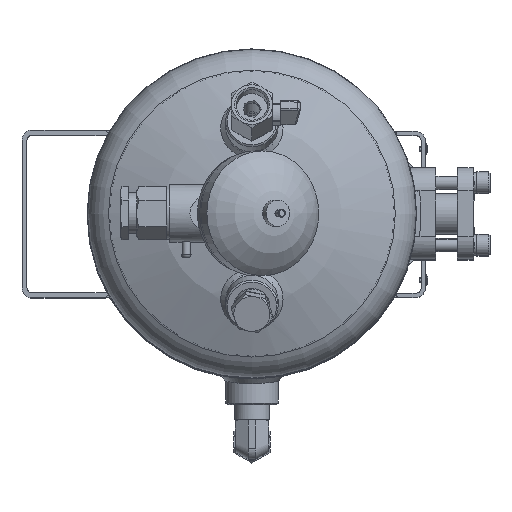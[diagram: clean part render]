
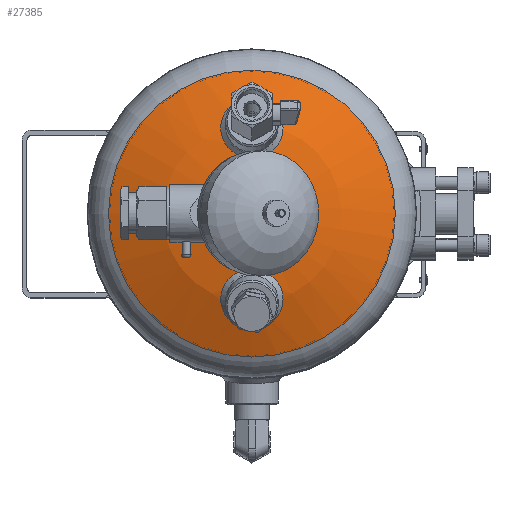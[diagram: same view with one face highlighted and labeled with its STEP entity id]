
A CAD part, top view. The second image highlights one B-rep face of the part: STEP entity #27385.
In plain terms, the highlighted spherical face has radius 202.3 mm.
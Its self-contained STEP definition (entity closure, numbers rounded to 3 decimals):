
#241=SPHERICAL_SURFACE('',#34030,202.3);
#5098=CIRCLE('',#34025,15.);
#5102=CIRCLE('',#34031,15.);
#5103=CIRCLE('',#34032,87.326);
#5104=CIRCLE('',#34033,20.);
#6176=ORIENTED_EDGE('',*,*,#13960,.T.);
#6177=ORIENTED_EDGE('',*,*,#13964,.T.);
#6178=ORIENTED_EDGE('',*,*,#13965,.F.);
#6179=ORIENTED_EDGE('',*,*,#13966,.F.);
#13960=EDGE_CURVE('',#17917,#17917,#5098,.T.);
#13964=EDGE_CURVE('',#17921,#17921,#5102,.T.);
#13965=EDGE_CURVE('',#17922,#17922,#5103,.T.);
#13966=EDGE_CURVE('',#17923,#17923,#5104,.F.);
#17917=VERTEX_POINT('',#43089);
#17921=VERTEX_POINT('',#43099);
#17922=VERTEX_POINT('',#43101);
#17923=VERTEX_POINT('',#43103);
#22445=EDGE_LOOP('',(#6176));
#22446=EDGE_LOOP('',(#6177));
#22447=EDGE_LOOP('',(#6178));
#22448=EDGE_LOOP('',(#6179));
#24749=FACE_BOUND('',#22445,.T.);
#24750=FACE_BOUND('',#22446,.T.);
#24751=FACE_BOUND('',#22447,.T.);
#24752=FACE_BOUND('',#22448,.T.);
#27385=ADVANCED_FACE('',(#24749,#24750,#24751,#24752),#241,.T.);
#34025=AXIS2_PLACEMENT_3D('',#43088,#36668,#36669);
#34030=AXIS2_PLACEMENT_3D('',#43097,#36678,#36679);
#34031=AXIS2_PLACEMENT_3D('',#43098,#36680,#36681);
#34032=AXIS2_PLACEMENT_3D('',#43100,#36682,#36683);
#34033=AXIS2_PLACEMENT_3D('',#43102,#36684,#36685);
#36668=DIRECTION('',(0.259,0.,-0.966));
#36669=DIRECTION('',(0.966,0.,0.259));
#36678=DIRECTION('',(0.,0.,-1.));
#36679=DIRECTION('',(1.,0.,0.));
#36680=DIRECTION('',(-0.259,0.,-0.966));
#36681=DIRECTION('',(-0.966,0.,0.259));
#36682=DIRECTION('',(0.,0.,-1.));
#36683=DIRECTION('',(-1.,0.,0.));
#36684=DIRECTION('',(0.,0.,-1.));
#36685=DIRECTION('',(-1.,0.,0.));
#43088=CARTESIAN_POINT('',(-52.215,0.,46.028));
#43089=CARTESIAN_POINT('',(-37.726,0.,49.911));
#43097=CARTESIAN_POINT('',(0.,0.,-148.841));
#43098=CARTESIAN_POINT('',(52.215,0.,46.028));
#43099=CARTESIAN_POINT('',(37.726,0.,49.911));
#43100=CARTESIAN_POINT('',(0.,0.,33.641));
#43101=CARTESIAN_POINT('',(-87.326,0.,33.641));
#43102=CARTESIAN_POINT('',(0.,0.,52.468));
#43103=CARTESIAN_POINT('',(-20.,0.,52.468));
